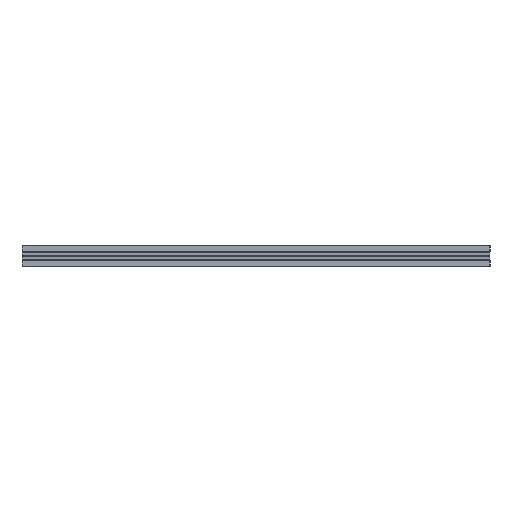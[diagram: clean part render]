
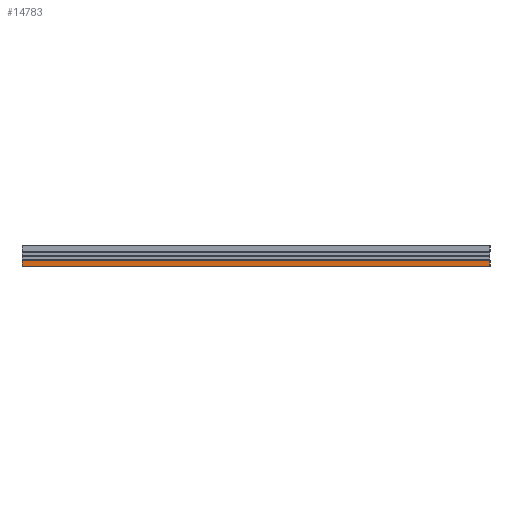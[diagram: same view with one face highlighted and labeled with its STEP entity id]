
A CAD part, left-side view. The second image highlights one B-rep face of the part: STEP entity #14783.
In plain terms, the highlighted face is planar.
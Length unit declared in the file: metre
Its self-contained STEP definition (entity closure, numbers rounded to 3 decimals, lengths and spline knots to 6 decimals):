
#1018=LINE('',#26063,#1798);
#1019=LINE('',#26067,#1799);
#1020=LINE('',#26069,#1800);
#1021=LINE('',#26071,#1801);
#1798=VECTOR('',#21262,1.);
#1799=VECTOR('',#21267,1.);
#1800=VECTOR('',#21268,1.);
#1801=VECTOR('',#21269,1.);
#5376=ORIENTED_EDGE('',*,*,#8380,.F.);
#5377=ORIENTED_EDGE('',*,*,#8381,.F.);
#5378=ORIENTED_EDGE('',*,*,#8382,.T.);
#5379=ORIENTED_EDGE('',*,*,#8378,.T.);
#8378=EDGE_CURVE('',#10157,#10156,#1018,.T.);
#8380=EDGE_CURVE('',#10158,#10156,#1019,.T.);
#8381=EDGE_CURVE('',#10159,#10158,#1020,.T.);
#8382=EDGE_CURVE('',#10159,#10157,#1021,.T.);
#10156=VERTEX_POINT('',#26062);
#10157=VERTEX_POINT('',#26064);
#10158=VERTEX_POINT('',#26068);
#10159=VERTEX_POINT('',#26070);
#12725=EDGE_LOOP('',(#5376,#5377,#5378,#5379));
#13665=FACE_BOUND('',#12725,.T.);
#14064=PLANE('',#16864);
#14783=ADVANCED_FACE('',(#13665),#14064,.T.);
#16864=AXIS2_PLACEMENT_3D('',#26066,#21265,#21266);
#21262=DIRECTION('',(0.,1.,0.));
#21265=DIRECTION('',(1.,0.,0.));
#21266=DIRECTION('',(0.,0.,-1.));
#21267=DIRECTION('',(0.,0.,-1.));
#21268=DIRECTION('',(0.,1.,0.));
#21269=DIRECTION('',(0.,0.,-1.));
#26062=CARTESIAN_POINT('',(0.002651,0.,0.010881));
#26063=CARTESIAN_POINT('',(0.002651,-0.44,0.010881));
#26064=CARTESIAN_POINT('',(0.002651,-0.44,0.010881));
#26066=CARTESIAN_POINT('',(0.002651,-0.44,0.013543));
#26067=CARTESIAN_POINT('',(0.002651,0.,0.013543));
#26068=CARTESIAN_POINT('',(0.002651,0.,0.016205));
#26069=CARTESIAN_POINT('',(0.002651,-0.44,0.016205));
#26070=CARTESIAN_POINT('',(0.002651,-0.44,0.016205));
#26071=CARTESIAN_POINT('',(0.002651,-0.44,0.013543));
